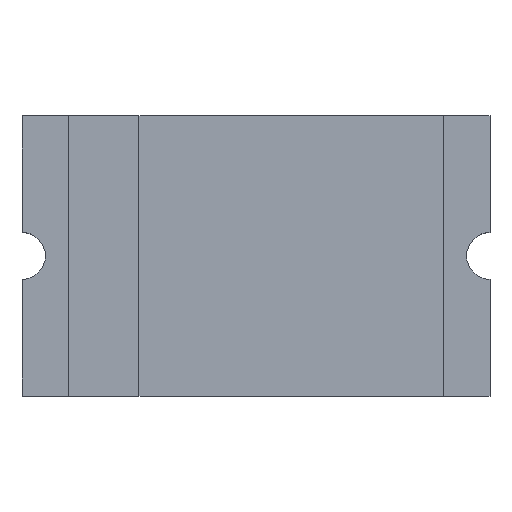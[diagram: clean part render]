
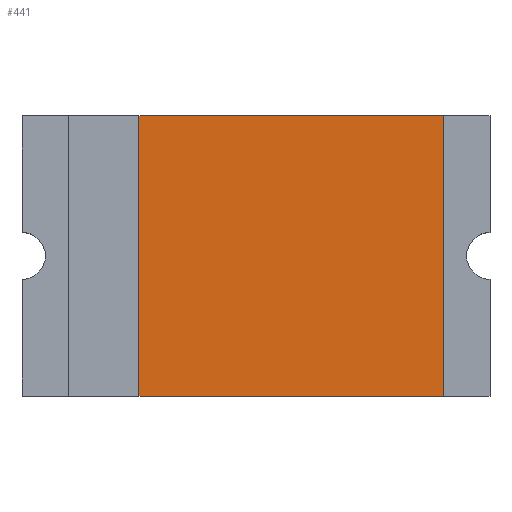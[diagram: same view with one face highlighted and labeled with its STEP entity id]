
A CAD part, top view. The second image highlights one B-rep face of the part: STEP entity #441.
In plain terms, the highlighted planar face has unit normal (0, 0, 1).
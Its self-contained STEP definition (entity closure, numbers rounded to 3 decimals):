
#35=FACE_OUTER_BOUND('',#57,.T.);
#57=EDGE_LOOP('',(#352,#353,#354,#355));
#100=LINE('',#688,#156);
#108=LINE('',#703,#164);
#114=LINE('',#712,#170);
#115=LINE('',#713,#171);
#156=VECTOR('',#560,10.);
#164=VECTOR('',#572,10.);
#170=VECTOR('',#582,10.);
#171=VECTOR('',#583,10.);
#207=VERTEX_POINT('',#686);
#208=VERTEX_POINT('',#687);
#211=VERTEX_POINT('',#699);
#213=VERTEX_POINT('',#702);
#254=EDGE_CURVE('',#207,#208,#100,.T.);
#262=EDGE_CURVE('',#213,#211,#108,.T.);
#268=EDGE_CURVE('',#208,#213,#114,.T.);
#269=EDGE_CURVE('',#211,#207,#115,.T.);
#352=ORIENTED_EDGE('',*,*,#254,.T.);
#353=ORIENTED_EDGE('',*,*,#268,.T.);
#354=ORIENTED_EDGE('',*,*,#262,.T.);
#355=ORIENTED_EDGE('',*,*,#269,.T.);
#411=PLANE('',#485);
#441=ADVANCED_FACE('',(#35),#411,.T.);
#485=AXIS2_PLACEMENT_3D('',#711,#580,#581);
#560=DIRECTION('',(0.,-1.,0.));
#572=DIRECTION('',(0.,1.,0.));
#580=DIRECTION('center_axis',(0.,0.,1.));
#581=DIRECTION('ref_axis',(1.,0.,0.));
#582=DIRECTION('',(1.,0.,0.));
#583=DIRECTION('',(-1.,0.,0.));
#686=CARTESIAN_POINT('',(-0.5,0.6,0.26));
#687=CARTESIAN_POINT('',(-0.5,-0.6,0.26));
#688=CARTESIAN_POINT('',(-0.5,-0.3,0.26));
#699=CARTESIAN_POINT('',(0.8,0.6,0.26));
#702=CARTESIAN_POINT('',(0.8,-0.6,0.26));
#703=CARTESIAN_POINT('',(0.8,0.6,0.26));
#711=CARTESIAN_POINT('Origin',(0.,0.,
0.26));
#712=CARTESIAN_POINT('',(0.8,-0.6,0.26));
#713=CARTESIAN_POINT('',(-0.8,0.6,0.26));
